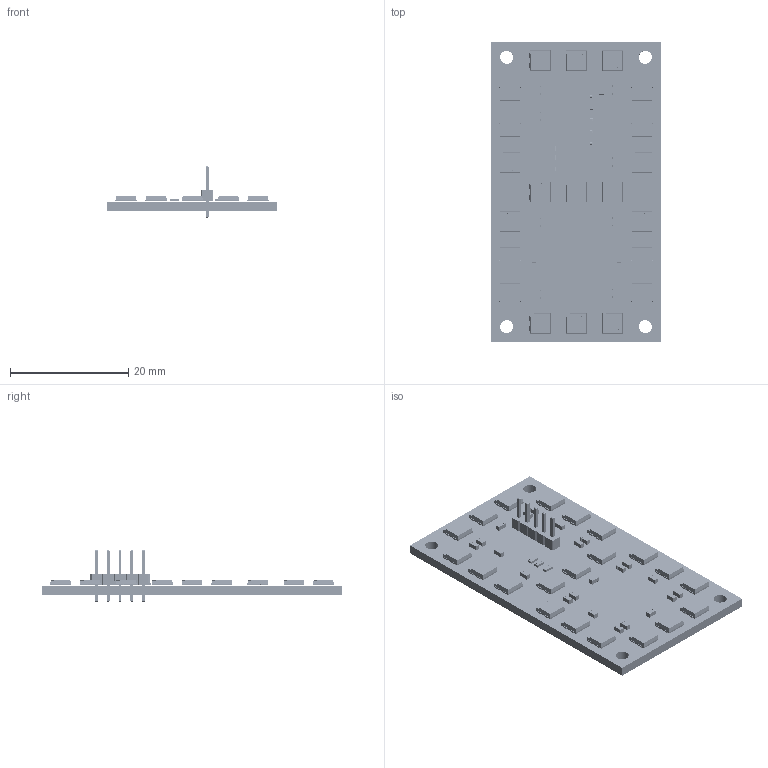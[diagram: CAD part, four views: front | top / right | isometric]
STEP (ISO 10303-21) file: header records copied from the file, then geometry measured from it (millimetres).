
FILE_DESCRIPTION(('KiCad electronic assembly'),'2;1');
FILE_NAME('7segment_mini_module.step','2019-08-11T08:59:55',('An Author' ),('A Company'),'Open CASCADE STEP processor 6.9', 'KiCad to STEP converter','Unknown');
FILE_SCHEMA(('AUTOMOTIVE_DESIGN { 1 0 10303 214 1 1 1 1 }'));
Length unit declared in the file: millimetre
Products named in the file (11): Open CASCADE STEP translator 6.9 1; PinHeader_1x05_P2.00mm_Vertical; SOLID; ESP-12; R_0603_1608Metric; C_0603_1608Metric; SMD3535_RGB; COMPOUND
Assembly tree (54 placements, depth 3):
  Open CASCADE STEP translator 6.9 1
    PinHeader_1x05_P2.00mm_Vertical
      SOLID
    ESP-12
    R_0603_1608Metric  x4
      SOLID
    C_0603_1608Metric  x22
      SOLID
    SMD3535_RGB  x21
      COMPOUND
    COMPOUND
Bounding box: 28.65 x 50.75 x 8.8 mm (x, y, z)
Volume: 2612.4 mm3; surface area: 5146.3 mm2
Topology: 721 solids, 721 shells, 13396 faces, 29533 edges, 17423 vertices
Faces by surface type: plane 4985, cylinder 4694, torus 2247, sphere 1260, bspline 147, cone 63
Full cylindrical faces by diameter (mm): 0.025 x525, 0.8 x5, 2.2 x4
Entity records: 61808 total; most frequent: CARTESIAN_POINT 23935, DIRECTION 6845, LINE 3683, VECTOR 3683, ORIENTED_EDGE 3548, PCURVE 3548, DEFINITIONAL_REPRESENTATION 3548, EDGE_CURVE 1774
